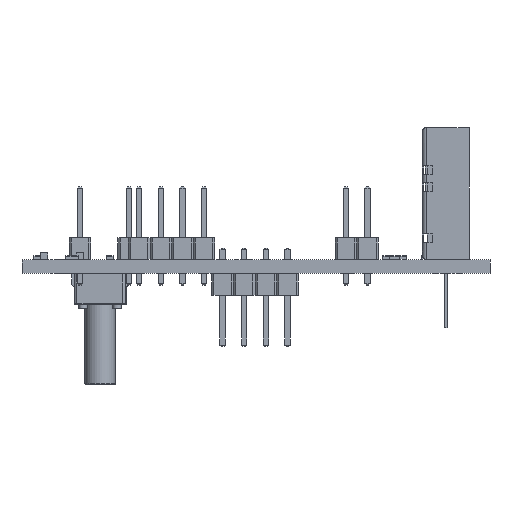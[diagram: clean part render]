
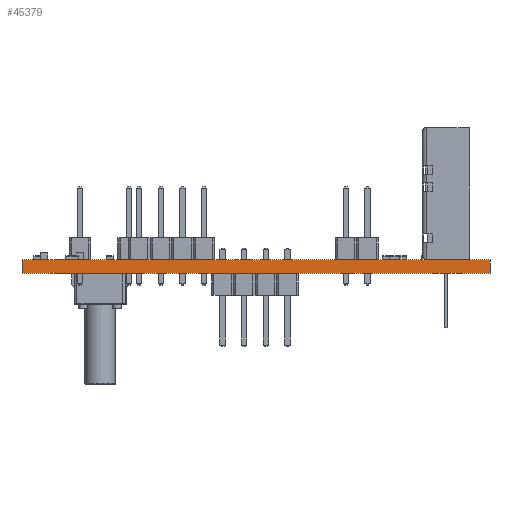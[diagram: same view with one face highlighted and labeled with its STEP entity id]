
A CAD part, front view. The second image highlights one B-rep face of the part: STEP entity #45379.
In plain terms, the highlighted planar face has unit normal (0, -1, 0).
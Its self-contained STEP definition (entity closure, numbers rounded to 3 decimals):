
#45379 = ADVANCED_FACE('',(#45380),#45394,.T.);
#45380 = FACE_BOUND('',#45381,.T.);
#45381 = EDGE_LOOP('',(#45382,#45417,#45445,#45473));
#45382 = ORIENTED_EDGE('',*,*,#45383,.T.);
#45383 = EDGE_CURVE('',#45384,#45386,#45388,.T.);
#45384 = VERTEX_POINT('',#45385);
#45385 = CARTESIAN_POINT('',(201.2,-127.4,0.));
#45386 = VERTEX_POINT('',#45387);
#45387 = CARTESIAN_POINT('',(201.2,-127.4,1.58));
#45388 = SURFACE_CURVE('',#45389,(#45393,#45405),.PCURVE_S1.);
#45389 = LINE('',#45390,#45391);
#45390 = CARTESIAN_POINT('',(201.2,-127.4,0.));
#45391 = VECTOR('',#45392,1.);
#45392 = DIRECTION('',(0.,0.,1.));
#45393 = PCURVE('',#45394,#45399);
#45394 = PLANE('',#45395);
#45395 = AXIS2_PLACEMENT_3D('',#45396,#45397,#45398);
#45396 = CARTESIAN_POINT('',(201.2,-127.4,0.));
#45397 = DIRECTION('',(0.,-1.,0.));
#45398 = DIRECTION('',(-1.,0.,0.));
#45399 = DEFINITIONAL_REPRESENTATION('',(#45400),#45404);
#45400 = LINE('',#45401,#45402);
#45401 = CARTESIAN_POINT('',(0.,-0.));
#45402 = VECTOR('',#45403,1.);
#45403 = DIRECTION('',(0.,-1.));
#45404 = ( GEOMETRIC_REPRESENTATION_CONTEXT(2) 
PARAMETRIC_REPRESENTATION_CONTEXT() REPRESENTATION_CONTEXT('2D SPACE',''
  ) );
#45405 = PCURVE('',#45406,#45411);
#45406 = PLANE('',#45407);
#45407 = AXIS2_PLACEMENT_3D('',#45408,#45409,#45410);
#45408 = CARTESIAN_POINT('',(201.2,-56.4,0.));
#45409 = DIRECTION('',(1.,0.,-0.));
#45410 = DIRECTION('',(0.,-1.,0.));
#45411 = DEFINITIONAL_REPRESENTATION('',(#45412),#45416);
#45412 = LINE('',#45413,#45414);
#45413 = CARTESIAN_POINT('',(71.,0.));
#45414 = VECTOR('',#45415,1.);
#45415 = DIRECTION('',(0.,-1.));
#45416 = ( GEOMETRIC_REPRESENTATION_CONTEXT(2) 
PARAMETRIC_REPRESENTATION_CONTEXT() REPRESENTATION_CONTEXT('2D SPACE',''
  ) );
#45417 = ORIENTED_EDGE('',*,*,#45418,.T.);
#45418 = EDGE_CURVE('',#45386,#45419,#45421,.T.);
#45419 = VERTEX_POINT('',#45420);
#45420 = CARTESIAN_POINT('',(146.2,-127.4,1.58));
#45421 = SURFACE_CURVE('',#45422,(#45426,#45433),.PCURVE_S1.);
#45422 = LINE('',#45423,#45424);
#45423 = CARTESIAN_POINT('',(201.2,-127.4,1.58));
#45424 = VECTOR('',#45425,1.);
#45425 = DIRECTION('',(-1.,0.,0.));
#45426 = PCURVE('',#45394,#45427);
#45427 = DEFINITIONAL_REPRESENTATION('',(#45428),#45432);
#45428 = LINE('',#45429,#45430);
#45429 = CARTESIAN_POINT('',(0.,-1.58));
#45430 = VECTOR('',#45431,1.);
#45431 = DIRECTION('',(1.,0.));
#45432 = ( GEOMETRIC_REPRESENTATION_CONTEXT(2) 
PARAMETRIC_REPRESENTATION_CONTEXT() REPRESENTATION_CONTEXT('2D SPACE',''
  ) );
#45433 = PCURVE('',#45434,#45439);
#45434 = PLANE('',#45435);
#45435 = AXIS2_PLACEMENT_3D('',#45436,#45437,#45438);
#45436 = CARTESIAN_POINT('',(173.7,-91.9,1.58));
#45437 = DIRECTION('',(-0.,-0.,-1.));
#45438 = DIRECTION('',(-1.,0.,0.));
#45439 = DEFINITIONAL_REPRESENTATION('',(#45440),#45444);
#45440 = LINE('',#45441,#45442);
#45441 = CARTESIAN_POINT('',(-27.5,-35.5));
#45442 = VECTOR('',#45443,1.);
#45443 = DIRECTION('',(1.,0.));
#45444 = ( GEOMETRIC_REPRESENTATION_CONTEXT(2) 
PARAMETRIC_REPRESENTATION_CONTEXT() REPRESENTATION_CONTEXT('2D SPACE',''
  ) );
#45445 = ORIENTED_EDGE('',*,*,#45446,.F.);
#45446 = EDGE_CURVE('',#45447,#45419,#45449,.T.);
#45447 = VERTEX_POINT('',#45448);
#45448 = CARTESIAN_POINT('',(146.2,-127.4,0.));
#45449 = SURFACE_CURVE('',#45450,(#45454,#45461),.PCURVE_S1.);
#45450 = LINE('',#45451,#45452);
#45451 = CARTESIAN_POINT('',(146.2,-127.4,0.));
#45452 = VECTOR('',#45453,1.);
#45453 = DIRECTION('',(0.,0.,1.));
#45454 = PCURVE('',#45394,#45455);
#45455 = DEFINITIONAL_REPRESENTATION('',(#45456),#45460);
#45456 = LINE('',#45457,#45458);
#45457 = CARTESIAN_POINT('',(55.,0.));
#45458 = VECTOR('',#45459,1.);
#45459 = DIRECTION('',(0.,-1.));
#45460 = ( GEOMETRIC_REPRESENTATION_CONTEXT(2) 
PARAMETRIC_REPRESENTATION_CONTEXT() REPRESENTATION_CONTEXT('2D SPACE',''
  ) );
#45461 = PCURVE('',#45462,#45467);
#45462 = PLANE('',#45463);
#45463 = AXIS2_PLACEMENT_3D('',#45464,#45465,#45466);
#45464 = CARTESIAN_POINT('',(146.2,-127.4,0.));
#45465 = DIRECTION('',(-1.,0.,0.));
#45466 = DIRECTION('',(0.,1.,0.));
#45467 = DEFINITIONAL_REPRESENTATION('',(#45468),#45472);
#45468 = LINE('',#45469,#45470);
#45469 = CARTESIAN_POINT('',(0.,0.));
#45470 = VECTOR('',#45471,1.);
#45471 = DIRECTION('',(0.,-1.));
#45472 = ( GEOMETRIC_REPRESENTATION_CONTEXT(2) 
PARAMETRIC_REPRESENTATION_CONTEXT() REPRESENTATION_CONTEXT('2D SPACE',''
  ) );
#45473 = ORIENTED_EDGE('',*,*,#45474,.F.);
#45474 = EDGE_CURVE('',#45384,#45447,#45475,.T.);
#45475 = SURFACE_CURVE('',#45476,(#45480,#45487),.PCURVE_S1.);
#45476 = LINE('',#45477,#45478);
#45477 = CARTESIAN_POINT('',(201.2,-127.4,0.));
#45478 = VECTOR('',#45479,1.);
#45479 = DIRECTION('',(-1.,0.,0.));
#45480 = PCURVE('',#45394,#45481);
#45481 = DEFINITIONAL_REPRESENTATION('',(#45482),#45486);
#45482 = LINE('',#45483,#45484);
#45483 = CARTESIAN_POINT('',(0.,-0.));
#45484 = VECTOR('',#45485,1.);
#45485 = DIRECTION('',(1.,0.));
#45486 = ( GEOMETRIC_REPRESENTATION_CONTEXT(2) 
PARAMETRIC_REPRESENTATION_CONTEXT() REPRESENTATION_CONTEXT('2D SPACE',''
  ) );
#45487 = PCURVE('',#45488,#45493);
#45488 = PLANE('',#45489);
#45489 = AXIS2_PLACEMENT_3D('',#45490,#45491,#45492);
#45490 = CARTESIAN_POINT('',(173.7,-91.9,0.));
#45491 = DIRECTION('',(-0.,-0.,-1.));
#45492 = DIRECTION('',(-1.,0.,0.));
#45493 = DEFINITIONAL_REPRESENTATION('',(#45494),#45498);
#45494 = LINE('',#45495,#45496);
#45495 = CARTESIAN_POINT('',(-27.5,-35.5));
#45496 = VECTOR('',#45497,1.);
#45497 = DIRECTION('',(1.,0.));
#45498 = ( GEOMETRIC_REPRESENTATION_CONTEXT(2) 
PARAMETRIC_REPRESENTATION_CONTEXT() REPRESENTATION_CONTEXT('2D SPACE',''
  ) );
